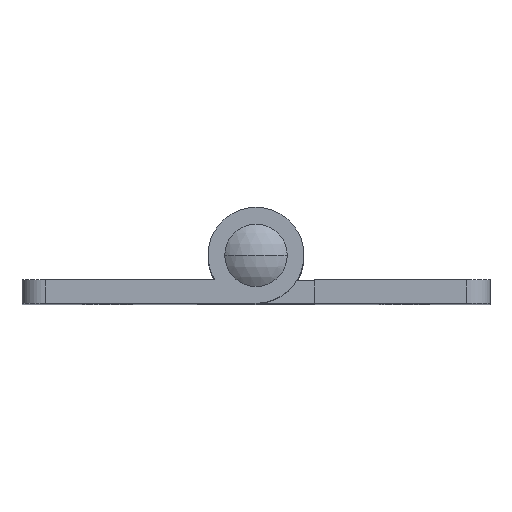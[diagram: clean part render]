
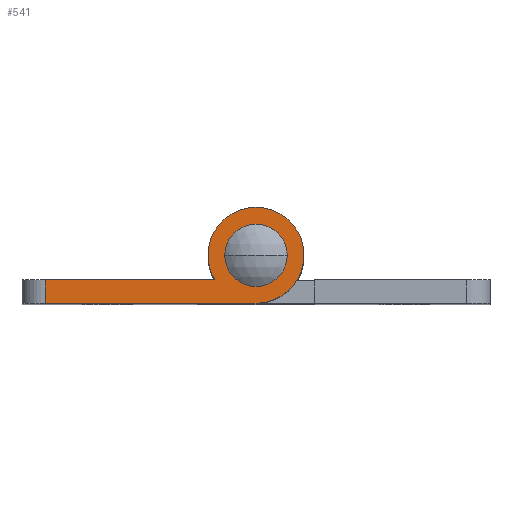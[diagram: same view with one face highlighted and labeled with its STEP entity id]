
A CAD part, top view. The second image highlights one B-rep face of the part: STEP entity #541.
In plain terms, the highlighted planar face has unit normal (0, 0, 1).
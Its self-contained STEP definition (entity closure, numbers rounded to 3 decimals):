
#64 = DIRECTION ( 'NONE',  ( 1., 0., 0. ) ) ;
#69 = CARTESIAN_POINT ( 'NONE',  ( 3.15, 0., 50. ) ) ;
#73 = CARTESIAN_POINT ( 'NONE',  ( -30., -3.15, 50. ) ) ;
#107 = VERTEX_POINT ( 'NONE', #1279 ) ;
#135 = DIRECTION ( 'NONE',  ( 1., 0., 0. ) ) ;
#209 = DIRECTION ( 'NONE',  ( 1., 0., 0. ) ) ;
#232 = CIRCLE ( 'NONE', #1692, 3.15 ) ;
#233 = VERTEX_POINT ( 'NONE', #1400 ) ;
#276 = VECTOR ( 'NONE', #2104, 1000. ) ;
#295 = DIRECTION ( 'NONE',  ( 0., 0., 1. ) ) ;
#310 = CARTESIAN_POINT ( 'NONE',  ( 0., -6.15, 50. ) ) ;
#355 = CARTESIAN_POINT ( 'NONE',  ( 0., 0., 50. ) ) ;
#470 = AXIS2_PLACEMENT_3D ( 'NONE', #355, #1243, #2153 ) ;
#509 = CIRCLE ( 'NONE', #470, 3.15 ) ;
#526 = EDGE_CURVE ( 'NONE', #2277, #107, #1672, .T. ) ;
#538 = CARTESIAN_POINT ( 'NONE',  ( -27., -6.15, 50. ) ) ;
#541 = ADVANCED_FACE ( 'NONE', ( #1001, #2087 ), #1851, .T. ) ;
#546 = CARTESIAN_POINT ( 'NONE',  ( 0., 0., 50. ) ) ;
#553 = CARTESIAN_POINT ( 'NONE',  ( -5.282, -3.15, 50. ) ) ;
#600 = AXIS2_PLACEMENT_3D ( 'NONE', #1039, #1935, #2889 ) ;
#689 = EDGE_LOOP ( 'NONE', ( #1318, #1377, #2660, #966, #956, #1441 ) ) ;
#702 = VECTOR ( 'NONE', #1432, 1000. ) ;
#847 = DIRECTION ( 'NONE',  ( 0., 0., 1. ) ) ;
#880 = VECTOR ( 'NONE', #2169, 1000. ) ;
#888 = CARTESIAN_POINT ( 'NONE',  ( -3.15, 0., 50. ) ) ;
#956 = ORIENTED_EDGE ( 'NONE', *, *, #1194, .T. ) ;
#966 = ORIENTED_EDGE ( 'NONE', *, *, #526, .T. ) ;
#1001 = FACE_OUTER_BOUND ( 'NONE', #689, .T. ) ;
#1039 = CARTESIAN_POINT ( 'NONE',  ( 0., 0., 50. ) ) ;
#1130 = ORIENTED_EDGE ( 'NONE', *, *, #1285, .F. ) ;
#1149 = CARTESIAN_POINT ( 'NONE',  ( -6.15, 0., 50. ) ) ;
#1170 = DIRECTION ( 'NONE',  ( 1., 0., 0. ) ) ;
#1177 = LINE ( 'NONE', #73, #880 ) ;
#1194 = EDGE_CURVE ( 'NONE', #107, #1747, #2396, .T. ) ;
#1243 = DIRECTION ( 'NONE',  ( 0., 0., 1. ) ) ;
#1279 = CARTESIAN_POINT ( 'NONE',  ( 6.15, 0., 50. ) ) ;
#1285 = EDGE_CURVE ( 'NONE', #1973, #1421, #509, .T. ) ;
#1318 = ORIENTED_EDGE ( 'NONE', *, *, #1929, .T. ) ;
#1335 = AXIS2_PLACEMENT_3D ( 'NONE', #2775, #295, #64 ) ;
#1377 = ORIENTED_EDGE ( 'NONE', *, *, #2861, .T. ) ;
#1387 = VERTEX_POINT ( 'NONE', #2665 ) ;
#1400 = CARTESIAN_POINT ( 'NONE',  ( -27., -6.15, 50. ) ) ;
#1421 = VERTEX_POINT ( 'NONE', #888 ) ;
#1432 = DIRECTION ( 'NONE',  ( 0., -1., 0. ) ) ;
#1441 = ORIENTED_EDGE ( 'NONE', *, *, #2062, .T. ) ;
#1592 = CIRCLE ( 'NONE', #2412, 6.15 ) ;
#1597 = ORIENTED_EDGE ( 'NONE', *, *, #2279, .F. ) ;
#1670 = DIRECTION ( 'NONE',  ( 0., 0., 1. ) ) ;
#1672 = CIRCLE ( 'NONE', #2241, 6.15 ) ;
#1675 = CARTESIAN_POINT ( 'NONE',  ( 0., -6.15, 50. ) ) ;
#1682 = DIRECTION ( 'NONE',  ( 0., 0., 1. ) ) ;
#1692 = AXIS2_PLACEMENT_3D ( 'NONE', #546, #1682, #135 ) ;
#1747 = VERTEX_POINT ( 'NONE', #1149 ) ;
#1851 = PLANE ( 'NONE',  #1335 ) ;
#1863 = CARTESIAN_POINT ( 'NONE',  ( 0., 0., 50. ) ) ;
#1929 = EDGE_CURVE ( 'NONE', #2870, #1387, #1177, .T. ) ;
#1935 = DIRECTION ( 'NONE',  ( 0., 0., 1. ) ) ;
#1973 = VERTEX_POINT ( 'NONE', #69 ) ;
#2025 = EDGE_CURVE ( 'NONE', #233, #2277, #2080, .T. ) ;
#2062 = EDGE_CURVE ( 'NONE', #1747, #2870, #1592, .T. ) ;
#2080 = LINE ( 'NONE', #1675, #276 ) ;
#2087 = FACE_BOUND ( 'NONE', #2388, .T. ) ;
#2104 = DIRECTION ( 'NONE',  ( 1., 0., 0. ) ) ;
#2153 = DIRECTION ( 'NONE',  ( 1., 0., 0. ) ) ;
#2163 = CARTESIAN_POINT ( 'NONE',  ( 0., 0., 50. ) ) ;
#2169 = DIRECTION ( 'NONE',  ( -1., 0., 0. ) ) ;
#2241 = AXIS2_PLACEMENT_3D ( 'NONE', #1863, #1670, #1170 ) ;
#2277 = VERTEX_POINT ( 'NONE', #310 ) ;
#2279 = EDGE_CURVE ( 'NONE', #1421, #1973, #232, .T. ) ;
#2388 = EDGE_LOOP ( 'NONE', ( #1597, #1130 ) ) ;
#2396 = CIRCLE ( 'NONE', #600, 6.15 ) ;
#2412 = AXIS2_PLACEMENT_3D ( 'NONE', #2163, #847, #209 ) ;
#2568 = LINE ( 'NONE', #538, #702 ) ;
#2660 = ORIENTED_EDGE ( 'NONE', *, *, #2025, .T. ) ;
#2665 = CARTESIAN_POINT ( 'NONE',  ( -27., -3.15, 50. ) ) ;
#2775 = CARTESIAN_POINT ( 'NONE',  ( 0., 0., 50. ) ) ;
#2861 = EDGE_CURVE ( 'NONE', #1387, #233, #2568, .T. ) ;
#2870 = VERTEX_POINT ( 'NONE', #553 ) ;
#2889 = DIRECTION ( 'NONE',  ( 1., 0., 0. ) ) ;
